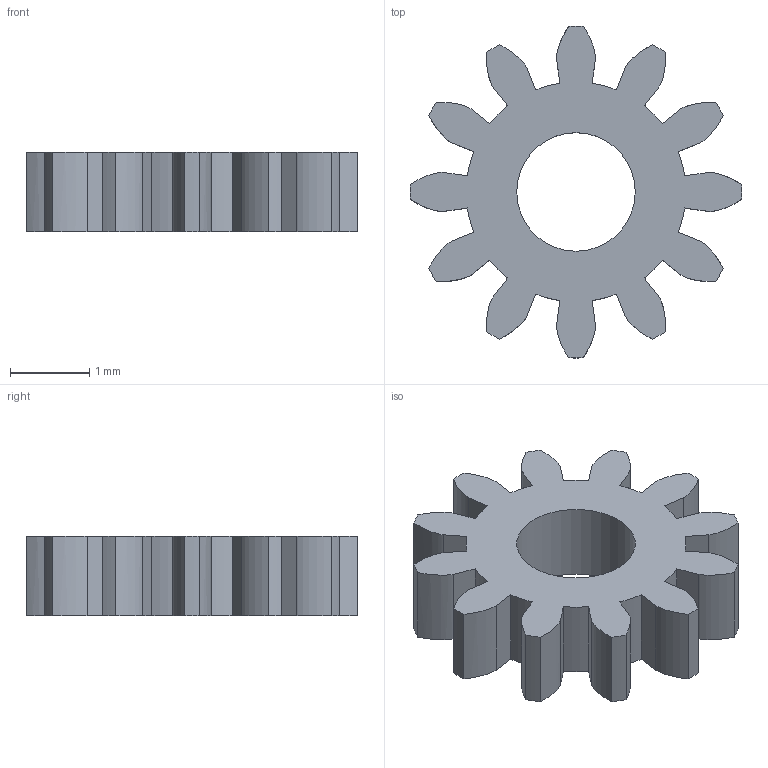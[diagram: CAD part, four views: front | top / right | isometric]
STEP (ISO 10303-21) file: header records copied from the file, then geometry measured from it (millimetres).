
FILE_DESCRIPTION(/* description */ (''),/* implementation_level */ '2;1');
FILE_NAME(/* name */ '12.stp',/* time_stamp */ '2017-08-30T10:26:26+09:00',/* author */ (''),/* organization */ (''),/* preprocessor_version */ 'ST-DEVELOPER v16.13',/* originating_system */ 'Autodesk Translation Framework v6.1.1.50',/* authorisation */ '');
FILE_SCHEMA (('AUTOMOTIVE_DESIGN { 1 0 10303 214 3 1 1 }'));
Length unit declared in the file: millimetre
Products named in the file (1): Spur Gear (12 teeth)
Bounding box: 4.2 x 4.2 x 1 mm (x, y, z)
Volume: 7.8 mm3; surface area: 44.7 mm2
Topology: 1 solids, 1 shells, 75 faces, 219 edges, 146 vertices
Faces by surface type: plane 26, cylinder 25, bspline 24
Full cylindrical faces by diameter (mm): 1.5 x1
Entity records: 9399 total; most frequent: CARTESIAN_POINT 7568, ORIENTED_EDGE 436, DIRECTION 324, EDGE_CURVE 218, VERTEX_POINT 146, LINE 120, VECTOR 120, AXIS2_PLACEMENT_3D 102
